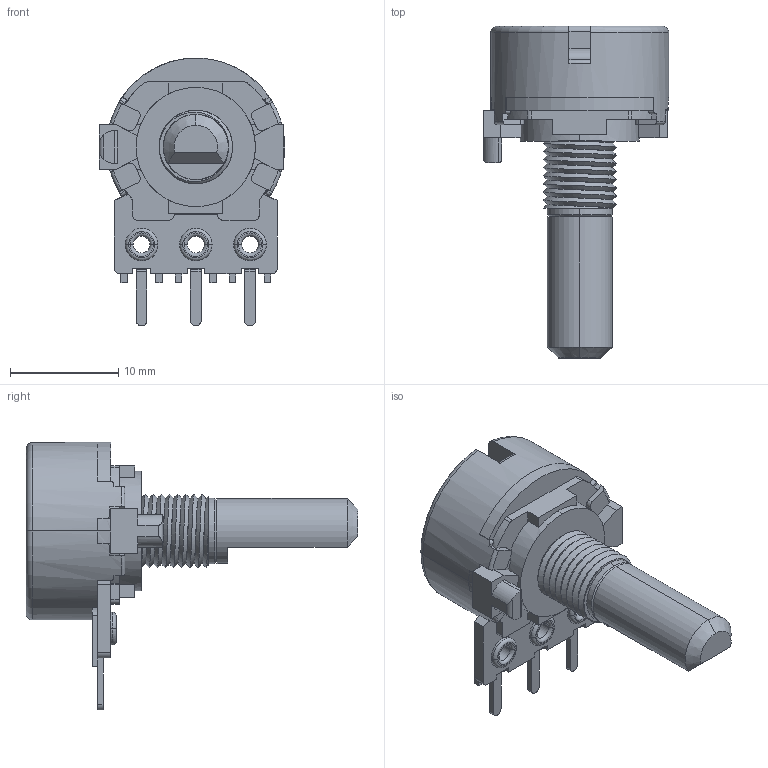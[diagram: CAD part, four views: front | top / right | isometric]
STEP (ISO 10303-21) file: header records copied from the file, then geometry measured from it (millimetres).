
FILE_DESCRIPTION (( 'STEP AP214' ), '1' );
FILE_NAME ('RK1631110-L20.STEP', '2012-02-21T01:53:11', ( '' ), ( '' ), 'SwSTEP 2.0', 'SolidWorks 2010', '' );
FILE_SCHEMA (( 'AUTOMOTIVE_DESIGN' ));
Length unit declared in the file: millimetre
Products named in the file (1): RK1631110-L20
Bounding box: 17.1 x 30.6 x 24.7 mm (x, y, z)
Volume: 2656.9 mm3; surface area: 1753.5 mm2
Topology: 1 solids, 1 shells, 334 faces, 953 edges, 617 vertices
Faces by surface type: plane 189, cylinder 109, torus 26, cone 8, bspline 2
Entity records: 15500 total; most frequent: CARTESIAN_POINT 3008, ORIENTED_EDGE 1906, DIRECTION 1832, EDGE_CURVE 953, AXIS2_PLACEMENT_3D 627, VERTEX_POINT 617, VECTOR 578, LINE 578
